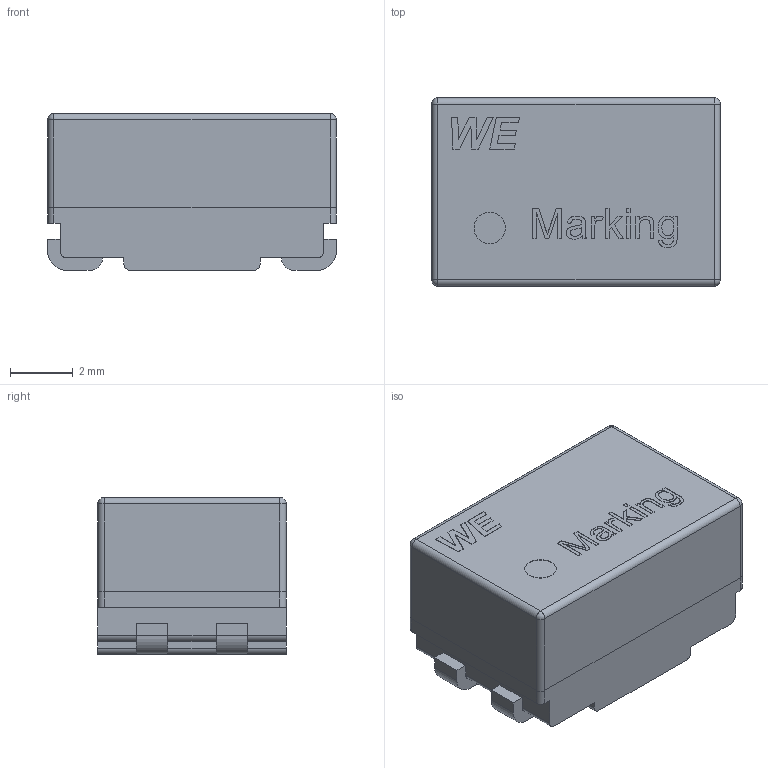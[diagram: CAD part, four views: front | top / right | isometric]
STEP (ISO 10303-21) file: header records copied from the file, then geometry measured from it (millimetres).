
FILE_DESCRIPTION(('FreeCAD Model'),'2;1');
FILE_NAME('WE-SL-2.step', '2018-05-28T14:08:14',('kicad StepUp'),('ksu MCAD'), 'Open CASCADE STEP processor 7.2','FreeCAD','Unknown');
FILE_SCHEMA(('AUTOMOTIVE_DESIGN_CC2 { 1 2 10303 214 -1 1 5 4 }'));
Length unit declared in the file: millimetre
Products named in the file (1): WE-SL-2
Bounding box: 9.2 x 6 x 5 mm (x, y, z)
Volume: 185.6 mm3; surface area: 462 mm2
Topology: 5 solids, 5 shells, 219 faces, 563 edges, 366 vertices
Faces by surface type: plane 167, cylinder 32, extrusion 16, sphere 4
Full cylindrical faces by diameter (mm): 1 x1, 2 x1
Entity records: 8664 total; most frequent: CARTESIAN_POINT 2099, ORIENTED_EDGE 1118, DIRECTION 866, EDGE_CURVE 559, VERTEX_POINT 366, VECTOR 338, LINE 322, AXIS2_PLACEMENT_3D 264
